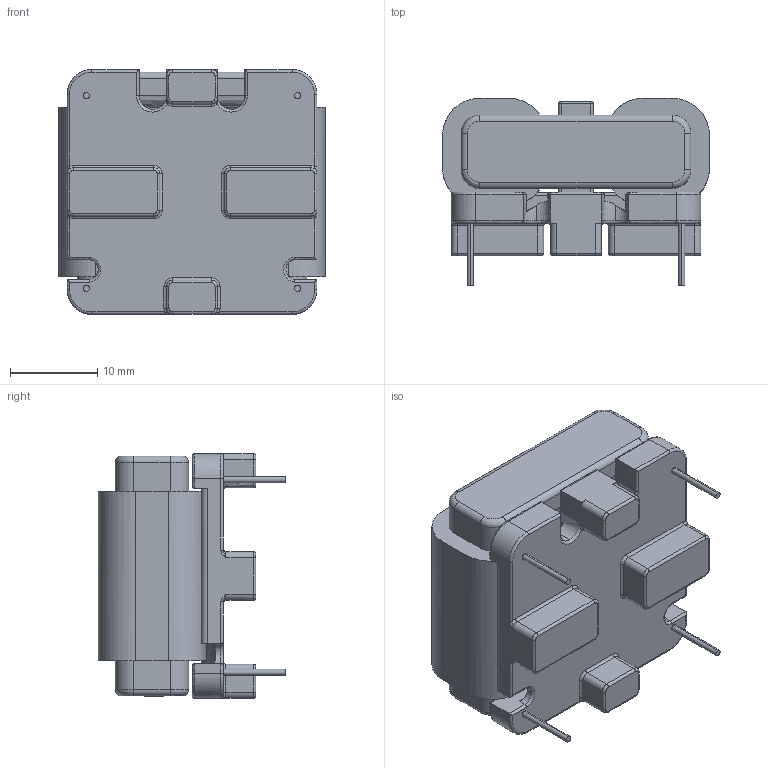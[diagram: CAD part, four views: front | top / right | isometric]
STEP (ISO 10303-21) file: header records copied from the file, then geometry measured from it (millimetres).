
FILE_DESCRIPTION(('FreeCAD Model'),'2;1');
FILE_NAME('Open CASCADE Shape Model','2025-04-29T10:08:15',('FreeCAD'),( 'FreeCAD'),'Open CASCADE STEP processor 7.6','FreeCAD','Unknown');
FILE_SCHEMA(('AUTOMOTIVE_DESIGN { 1 0 10303 214 1 1 1 1 }'));
Length unit declared in the file: millimetre
Products named in the file (1): Open CASCADE STEP translator 7.6 1
Bounding box: 30.61 x 21.47 x 28.08 mm (x, y, z)
Volume: 9420.7 mm3; surface area: 5841 mm2
Topology: 2 solids, 2 shells, 621 faces, 1619 edges, 1012 vertices
Faces by surface type: bspline 621
Entity records: 24204 total; most frequent: CARTESIAN_POINT 14803, ORIENTED_EDGE 3206, EDGE_CURVE 1603, B_SPLINE_CURVE_WITH_KNOTS 1255, VERTEX_POINT 1012, FACE_BOUND 649, EDGE_LOOP 649, ADVANCED_FACE 621
